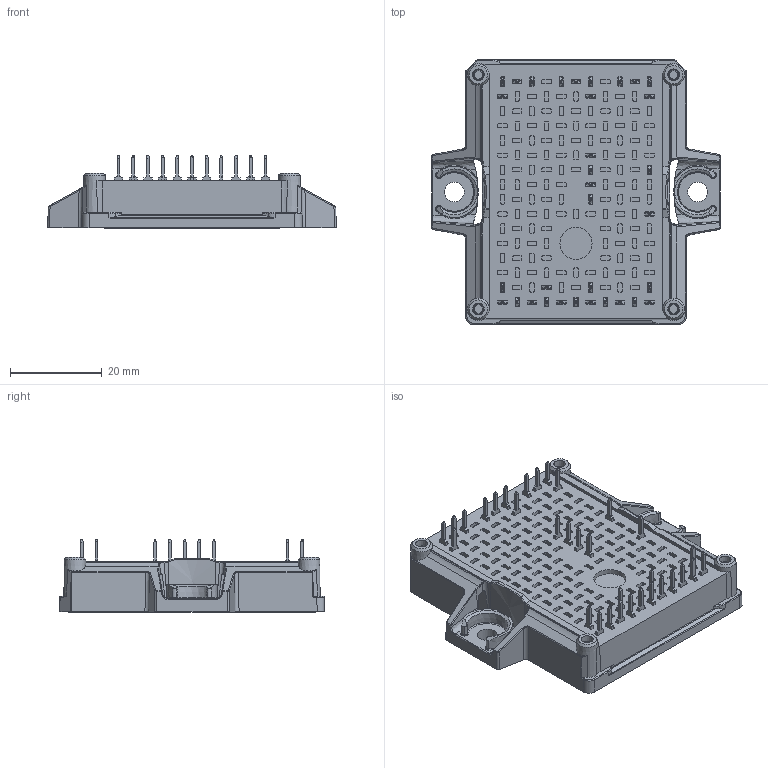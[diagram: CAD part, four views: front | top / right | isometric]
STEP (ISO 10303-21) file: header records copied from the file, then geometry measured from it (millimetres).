
FILE_DESCRIPTION(/* description */ ('Unknown'),/* implementation_level */ '2;1');
FILE_NAME(/* name */ 'FlowE2-4T12Z-L190(330)-01-01-OL',/* time_stamp */ '2018-08-22T10:14:22+02:00',/* author */ ('Unknown'),/* organization */ ('Unknown'),/* preprocessor_version */ 'ST-DEVELOPER v16.7',/* originating_system */ 'DEX',/* authorisation */ $);
FILE_SCHEMA (('AUTOMOTIVE_DESIGN {1 0 10303 214 3 1 1}'));
Products named in the file (1): FlowE2-4T12Z-L190-01-OL
Bounding box: 62.8 x 57.68 x 15.88 mm (x, y, z)
Volume: 26366.4 mm3; surface area: 12442.6 mm2
Topology: 1 solids, 1 shells, 4272 faces, 10654 edges, 6585 vertices
Faces by surface type: plane 2162, cylinder 1231, cone 714, bspline 119, torus 28, sphere 18
Full cylindrical faces by diameter (mm): 4.3 x2, 7 x1
Entity records: 157217 total; most frequent: CARTESIAN_POINT 24317, DIRECTION 22026, ORIENTED_EDGE 21204, EDGE_CURVE 10602, AXIS2_PLACEMENT_3D 7536, LINE 6954, VECTOR 6954, VERTEX_POINT 6572
